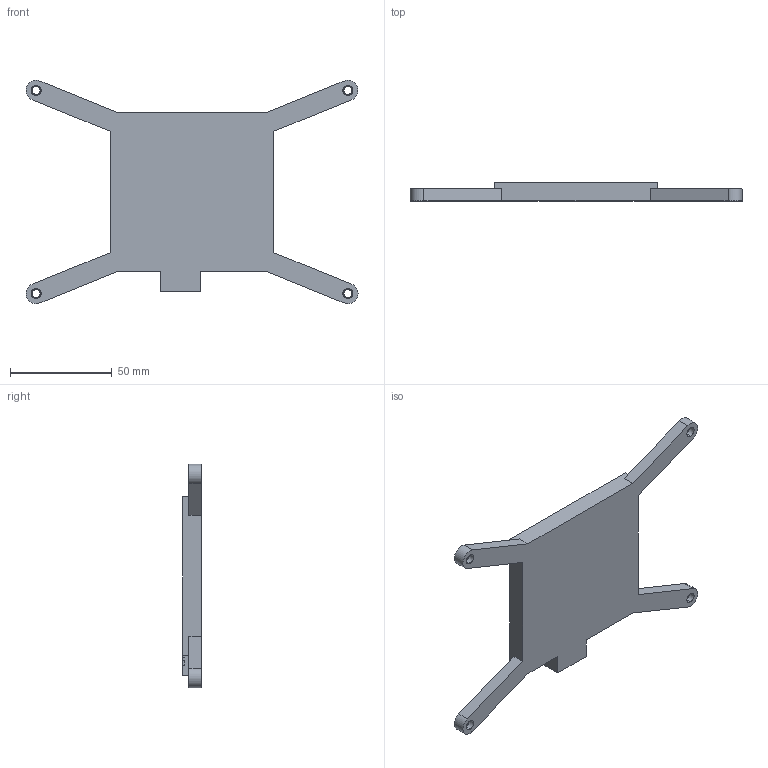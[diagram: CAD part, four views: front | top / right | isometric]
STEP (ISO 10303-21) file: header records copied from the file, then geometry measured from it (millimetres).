
FILE_DESCRIPTION (( 'STEP AP214' ), '1' );
FILE_NAME ('Mount.STEP', '2023-07-19T20:34:50', ( '' ), ( '' ), 'SwSTEP 2.0', 'SolidWorks 2022', '' );
FILE_SCHEMA (( 'AUTOMOTIVE_DESIGN' ));
Length unit declared in the file: millimetre
Products named in the file (1): Mount
Bounding box: 163.5 x 9 x 110 mm (x, y, z)
Volume: 35733.7 mm3; surface area: 24867.7 mm2
Topology: 1 solids, 1 shells, 342 faces, 873 edges, 582 vertices
Faces by surface type: plane 264, cylinder 36, bspline 28, cone 14
Entity records: 11891 total; most frequent: CARTESIAN_POINT 3618, ORIENTED_EDGE 1746, DIRECTION 1547, EDGE_CURVE 873, LINE 717, VECTOR 717, VERTEX_POINT 582, AXIS2_PLACEMENT_3D 415
